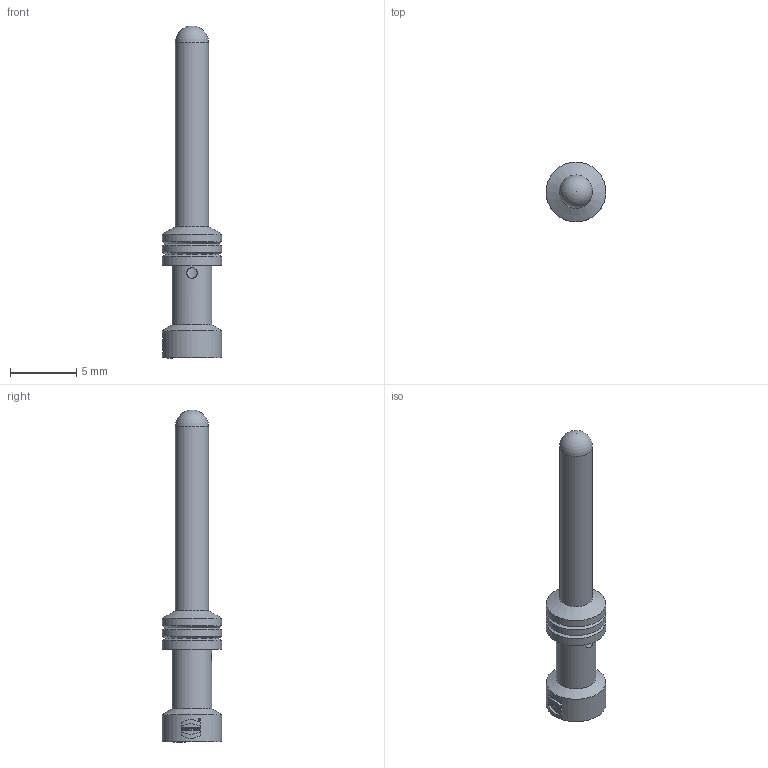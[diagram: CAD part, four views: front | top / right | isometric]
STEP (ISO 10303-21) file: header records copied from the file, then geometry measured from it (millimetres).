
FILE_DESCRIPTION(/* description */ (''),/* implementation_level */ '2;1');
FILE_NAME(/* name */ '100552555ugm000_c.stp',/* time_stamp */ '2022-03-11T18:52:00+01:00',/* author */ (''),/* organization */ (''),/* preprocessor_version */ 'ST-DEVELOPER v16.7',/* originating_system */ 'SIEMENS PLM Software NX 1911',/* authorisation */ '');
FILE_SCHEMA (('AUTOMOTIVE_DESIGN { 1 0 10303 214 3 1 1 1 }'));
Length unit declared in the file: millimetre
Products named in the file (1): 100552555ugm000_c
Bounding box: 4.5 x 4.5 x 25 mm (x, y, z)
Volume: 155.6 mm3; surface area: 349.6 mm2
Topology: 1 solids, 2 shells, 122 faces, 398 edges, 376 vertices
Faces by surface type: plane 77, cylinder 34, cone 8, extrusion 2, sphere 1
Full cylindrical faces by diameter (mm): 0.159 x1, 0.188 x1, 0.8 x1, 1.75 x1, 2.5 x1, 3 x1, 4.1 x1, 4.5 x4
Entity records: 5842 total; most frequent: CARTESIAN_POINT 1533, DIRECTION 705, ORIENTED_EDGE 560, EDGE_CURVE 281, AXIS2_PLACEMENT_3D 242, VECTOR 221, LINE 219, VERTEX_POINT 197
